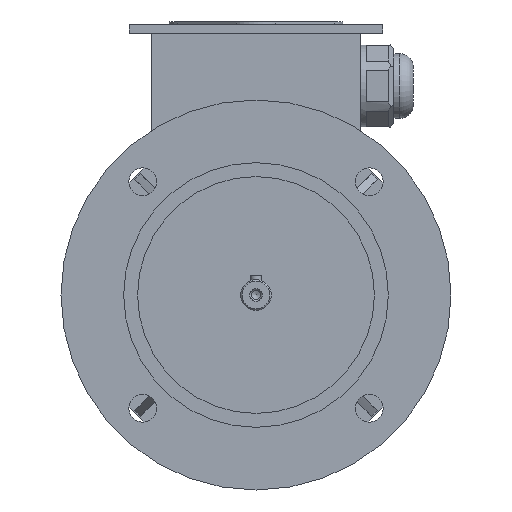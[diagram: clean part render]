
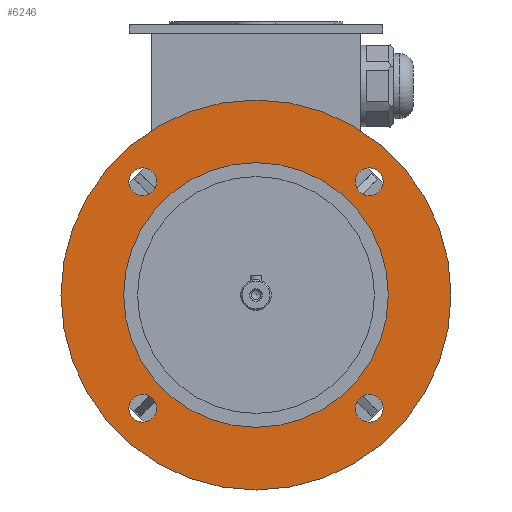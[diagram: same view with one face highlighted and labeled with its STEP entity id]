
A CAD part, front view. The second image highlights one B-rep face of the part: STEP entity #6246.
In plain terms, the highlighted planar face has unit normal (0, -1, 0).
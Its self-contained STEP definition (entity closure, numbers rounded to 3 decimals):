
#186=CIRCLE('',#6499,5.);
#188=CIRCLE('',#6502,5.);
#190=CIRCLE('',#6505,5.);
#195=CIRCLE('',#6512,47.5);
#205=CIRCLE('',#6536,5.);
#206=CIRCLE('',#6537,70.);
#443=ORIENTED_EDGE('',*,*,#1734,.F.);
#444=ORIENTED_EDGE('',*,*,#1736,.F.);
#445=ORIENTED_EDGE('',*,*,#1738,.F.);
#446=ORIENTED_EDGE('',*,*,#1763,.F.);
#447=ORIENTED_EDGE('',*,*,#1764,.F.);
#448=ORIENTED_EDGE('',*,*,#1743,.T.);
#1734=EDGE_CURVE('',#2404,#2404,#186,.T.);
#1736=EDGE_CURVE('',#2406,#2406,#188,.T.);
#1738=EDGE_CURVE('',#2408,#2408,#190,.T.);
#1743=EDGE_CURVE('',#2413,#2413,#195,.T.);
#1763=EDGE_CURVE('',#2430,#2430,#205,.T.);
#1764=EDGE_CURVE('',#2431,#2431,#206,.T.);
#2404=VERTEX_POINT('',#8364);
#2406=VERTEX_POINT('',#8369);
#2408=VERTEX_POINT('',#8374);
#2413=VERTEX_POINT('',#8386);
#2430=VERTEX_POINT('',#8613);
#2431=VERTEX_POINT('',#8615);
#3680=EDGE_LOOP('',(#443));
#3681=EDGE_LOOP('',(#444));
#3682=EDGE_LOOP('',(#445));
#3683=EDGE_LOOP('',(#446));
#3684=EDGE_LOOP('',(#447));
#3685=EDGE_LOOP('',(#448));
#3982=FACE_BOUND('',#3680,.T.);
#3983=FACE_BOUND('',#3681,.T.);
#3984=FACE_BOUND('',#3682,.T.);
#3985=FACE_BOUND('',#3683,.T.);
#3986=FACE_BOUND('',#3684,.T.);
#3987=FACE_BOUND('',#3685,.T.);
#4256=PLANE('',#6535);
#6246=ADVANCED_FACE('',(#3982,#3983,#3984,#3985,#3986,#3987),#4256,.F.);
#6499=AXIS2_PLACEMENT_3D('',#8363,#7001,#7002);
#6502=AXIS2_PLACEMENT_3D('',#8368,#7007,#7008);
#6505=AXIS2_PLACEMENT_3D('',#8373,#7013,#7014);
#6512=AXIS2_PLACEMENT_3D('',#8385,#7027,#7028);
#6535=AXIS2_PLACEMENT_3D('',#8611,#7081,#7082);
#6536=AXIS2_PLACEMENT_3D('',#8612,#7083,#7084);
#6537=AXIS2_PLACEMENT_3D('',#8614,#7085,#7086);
#7001=DIRECTION('',(0.,-1.,0.));
#7002=DIRECTION('',(0.,0.,1.));
#7007=DIRECTION('',(0.,-1.,0.));
#7008=DIRECTION('',(-1.,0.,0.));
#7013=DIRECTION('',(0.,-1.,0.));
#7014=DIRECTION('',(0.,0.,-1.));
#7027=DIRECTION('',(0.,1.,0.));
#7028=DIRECTION('',(0.,0.,1.));
#7081=DIRECTION('',(0.,1.,0.));
#7082=DIRECTION('',(0.,0.,1.));
#7083=DIRECTION('',(0.,-1.,0.));
#7084=DIRECTION('',(1.,0.,0.));
#7085=DIRECTION('',(0.,1.,0.));
#7086=DIRECTION('',(1.,0.,0.));
#8363=CARTESIAN_POINT('',(-40.659,-21.,-40.659));
#8364=CARTESIAN_POINT('',(-40.659,-21.,-35.659));
#8368=CARTESIAN_POINT('',(40.659,-21.,-40.659));
#8369=CARTESIAN_POINT('',(35.659,-21.,-40.659));
#8373=CARTESIAN_POINT('',(40.659,-21.,40.659));
#8374=CARTESIAN_POINT('',(40.659,-21.,35.659));
#8385=CARTESIAN_POINT('',(0.,-21.,0.));
#8386=CARTESIAN_POINT('',(0.,-21.,47.5));
#8611=CARTESIAN_POINT('',(0.,-21.,0.));
#8612=CARTESIAN_POINT('',(-40.659,-21.,40.659));
#8613=CARTESIAN_POINT('',(-35.659,-21.,40.659));
#8614=CARTESIAN_POINT('',(0.,-21.,0.));
#8615=CARTESIAN_POINT('',(70.,-21.,0.));
